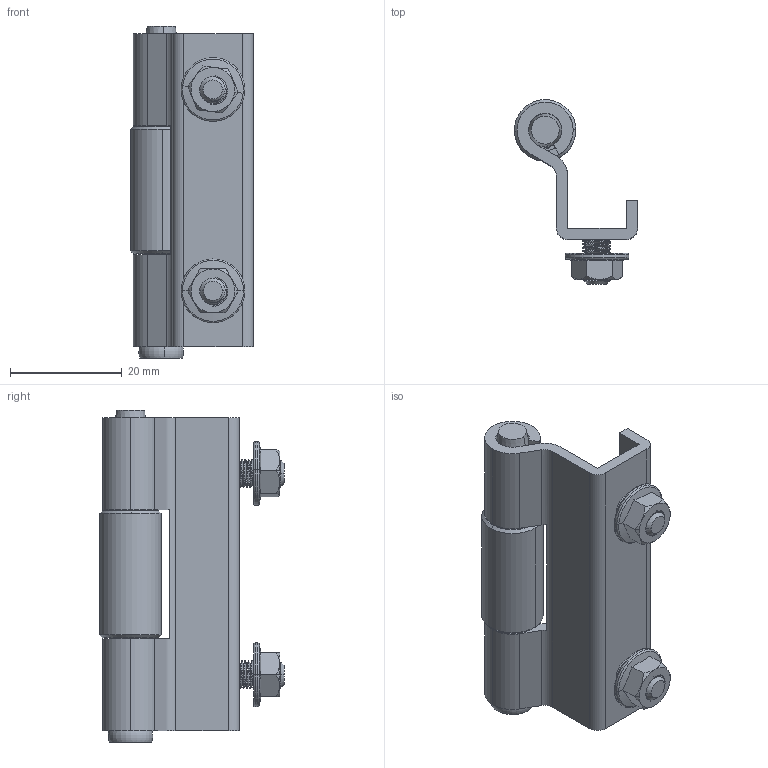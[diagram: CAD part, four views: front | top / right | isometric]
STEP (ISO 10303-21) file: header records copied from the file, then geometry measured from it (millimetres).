
FILE_DESCRIPTION (( 'STEP AP203' ), '1' );
FILE_NAME ('MG05.2.1.V1.2.STEP', '2019-12-17T04:59:18', ( '' ), ( '' ), 'SwSTEP 2.0', 'SolidWorks 2015', '' );
FILE_SCHEMA (( 'CONFIG_CONTROL_DESIGN' ));
Length unit declared in the file: millimetre
Products named in the file (1): MG05.2.1.V1.2
Bounding box: 22 x 33 x 59.35 mm (x, y, z)
Surface area: 8231.6 mm2 (no closed solid volume)
Topology: 0 solids, 10 shells, 158 faces, 503 edges, 358 vertices
Faces by surface type: cylinder 80, plane 43, cone 18, torus 12, bspline 5
Entity records: 8344 total; most frequent: CARTESIAN_POINT 4268, ORIENTED_EDGE 827, DIRECTION 778, EDGE_CURVE 503, VERTEX_POINT 358, AXIS2_PLACEMENT_3D 294, LINE 190, VECTOR 190
